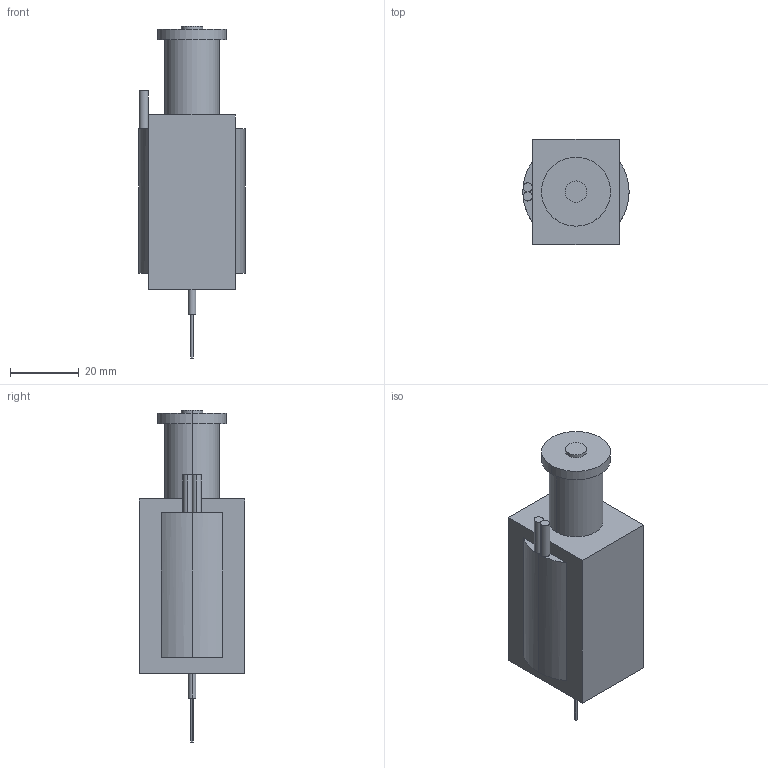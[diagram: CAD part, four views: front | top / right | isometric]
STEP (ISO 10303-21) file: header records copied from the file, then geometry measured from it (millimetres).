
FILE_DESCRIPTION (( 'STEP AP203' ), '1' );
FILE_NAME ('FJ-Z05_15mm_Solenoid_OFD.STEP', '2022-08-08T13:54:19', ( '' ), ( '' ), 'SwSTEP 2.0', 'SolidWorks 2020', '' );
FILE_SCHEMA (( 'CONFIG_CONTROL_DESIGN' ));
Length unit declared in the file: millimetre
Products named in the file (1): FJ-Z05_15mm_Solenoid_OFD
Bounding box: 30.8 x 30.5 x 96.25 mm (x, y, z)
Volume: 46939.7 mm3; surface area: 9393 mm2
Topology: 1 solids, 1 shells, 47 faces, 99 edges, 66 vertices
Faces by surface type: cylinder 27, plane 20
Entity records: 1364 total; most frequent: DIRECTION 249, CARTESIAN_POINT 213, ORIENTED_EDGE 198, AXIS2_PLACEMENT_3D 102, EDGE_CURVE 99, VERTEX_POINT 66, EDGE_LOOP 59, CIRCLE 54
